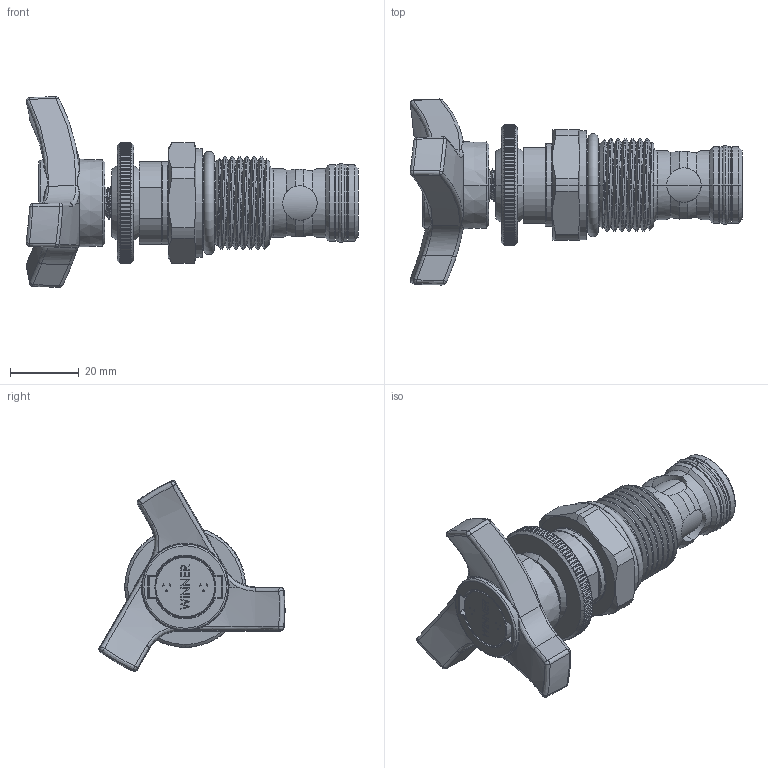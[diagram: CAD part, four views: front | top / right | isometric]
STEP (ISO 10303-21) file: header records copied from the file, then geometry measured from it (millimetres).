
FILE_DESCRIPTION (( 'STEP AP203' ), '1' );
FILE_NAME ('NC12W20-T.STEP', '2020-10-16T07:10:21', ( '' ), ( '' ), 'SwSTEP 2.0', 'SolidWorks 2018', '' );
FILE_SCHEMA (( 'CONFIG_CONTROL_DESIGN' ));
Length unit declared in the file: millimetre
Products named in the file (1): NC12W20-T
Bounding box: 96.34 x 54.02 x 55.33 mm (x, y, z)
Volume: 52393.7 mm3; surface area: 17063.1 mm2
Topology: 4 solids, 4 shells, 746 faces, 1976 edges, 1245 vertices
Faces by surface type: plane 320, cylinder 199, bspline 88, cone 55, torus 44, sphere 40
Entity records: 33288 total; most frequent: CARTESIAN_POINT 16061, ORIENTED_EDGE 3910, DIRECTION 3215, EDGE_CURVE 1955, AXIS2_PLACEMENT_3D 1267, VERTEX_POINT 1239, EDGE_LOOP 778, FACE_OUTER_BOUND 746
